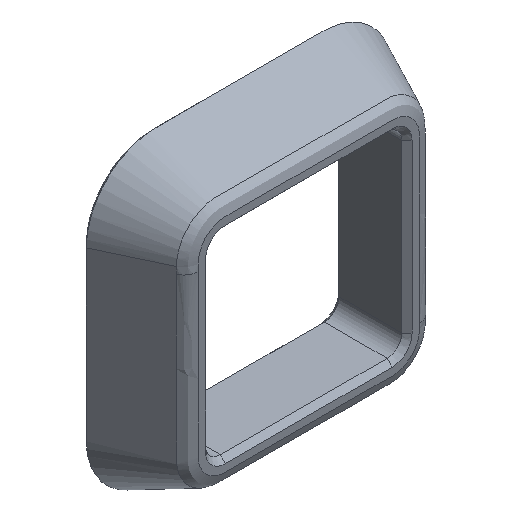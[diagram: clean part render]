
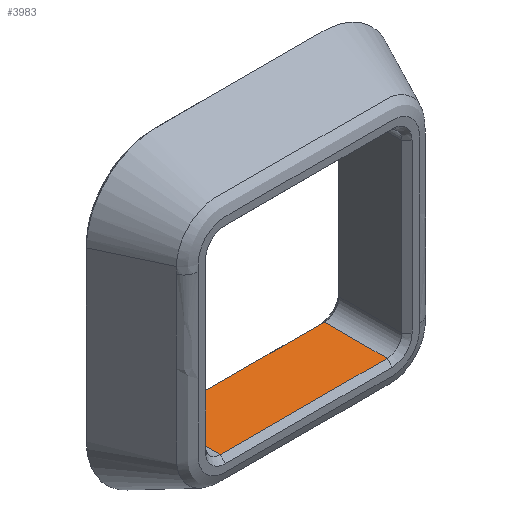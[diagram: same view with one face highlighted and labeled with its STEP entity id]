
A CAD part, isometric view. The second image highlights one B-rep face of the part: STEP entity #3983.
In plain terms, the highlighted planar face has unit normal (0, 0, 1).
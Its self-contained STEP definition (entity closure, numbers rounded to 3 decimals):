
#41 = DIRECTION ( 'NONE',  ( 0., 1., 0. ) ) ;
#53 = DIRECTION ( 'NONE',  ( 0., 0., 1. ) ) ;
#94 = PLANE ( 'NONE',  #3137 ) ;
#254 = LINE ( 'NONE', #4561, #987 ) ;
#329 = DIRECTION ( 'NONE',  ( -1., 0., 0. ) ) ;
#924 = CARTESIAN_POINT ( 'NONE',  ( -57.1, 3.5, -67.1 ) ) ;
#952 = EDGE_CURVE ( 'NONE', #4198, #4302, #4137, .T. ) ;
#987 = VECTOR ( 'NONE', #1871, 1000. ) ;
#1164 = EDGE_CURVE ( 'NONE', #5686, #1724, #5230, .T. ) ;
#1177 = CARTESIAN_POINT ( 'NONE',  ( -57.1, 3.5, -67.1 ) ) ;
#1338 = EDGE_CURVE ( 'NONE', #4198, #1724, #1378, .T. ) ;
#1378 = LINE ( 'NONE', #6244, #6823 ) ;
#1722 = CARTESIAN_POINT ( 'NONE',  ( 57.1, 3.5, -67.1 ) ) ;
#1724 = VERTEX_POINT ( 'NONE', #3182 ) ;
#1869 = ORIENTED_EDGE ( 'NONE', *, *, #952, .T. ) ;
#1871 = DIRECTION ( 'NONE',  ( 0., 1., 0. ) ) ;
#2361 = EDGE_LOOP ( 'NONE', ( #3882, #2932, #4903, #1869 ) ) ;
#2815 = CARTESIAN_POINT ( 'NONE',  ( -57.1, 0., -67.1 ) ) ;
#2932 = ORIENTED_EDGE ( 'NONE', *, *, #1164, .T. ) ;
#3137 = AXIS2_PLACEMENT_3D ( 'NONE', #2815, #53, #5981 ) ;
#3182 = CARTESIAN_POINT ( 'NONE',  ( -57.1, 46.5, -67.1 ) ) ;
#3642 = EDGE_CURVE ( 'NONE', #4302, #5686, #254, .T. ) ;
#3882 = ORIENTED_EDGE ( 'NONE', *, *, #3642, .T. ) ;
#3947 = FACE_OUTER_BOUND ( 'NONE', #2361, .T. ) ;
#3983 = ADVANCED_FACE ( 'NONE', ( #3947 ), #94, .T. ) ;
#4137 = LINE ( 'NONE', #924, #4490 ) ;
#4198 = VERTEX_POINT ( 'NONE', #1177 ) ;
#4265 = VECTOR ( 'NONE', #329, 1000. ) ;
#4302 = VERTEX_POINT ( 'NONE', #1722 ) ;
#4490 = VECTOR ( 'NONE', #4745, 1000. ) ;
#4561 = CARTESIAN_POINT ( 'NONE',  ( 57.1, 0., -67.1 ) ) ;
#4709 = CARTESIAN_POINT ( 'NONE',  ( -57.1, 46.5, -67.1 ) ) ;
#4745 = DIRECTION ( 'NONE',  ( 1., 0., 0. ) ) ;
#4896 = CARTESIAN_POINT ( 'NONE',  ( 57.1, 46.5, -67.1 ) ) ;
#4903 = ORIENTED_EDGE ( 'NONE', *, *, #1338, .F. ) ;
#5230 = LINE ( 'NONE', #4709, #4265 ) ;
#5686 = VERTEX_POINT ( 'NONE', #4896 ) ;
#5981 = DIRECTION ( 'NONE',  ( 1., 0., 0. ) ) ;
#6244 = CARTESIAN_POINT ( 'NONE',  ( -57.1, 0., -67.1 ) ) ;
#6823 = VECTOR ( 'NONE', #41, 1000. ) ;
